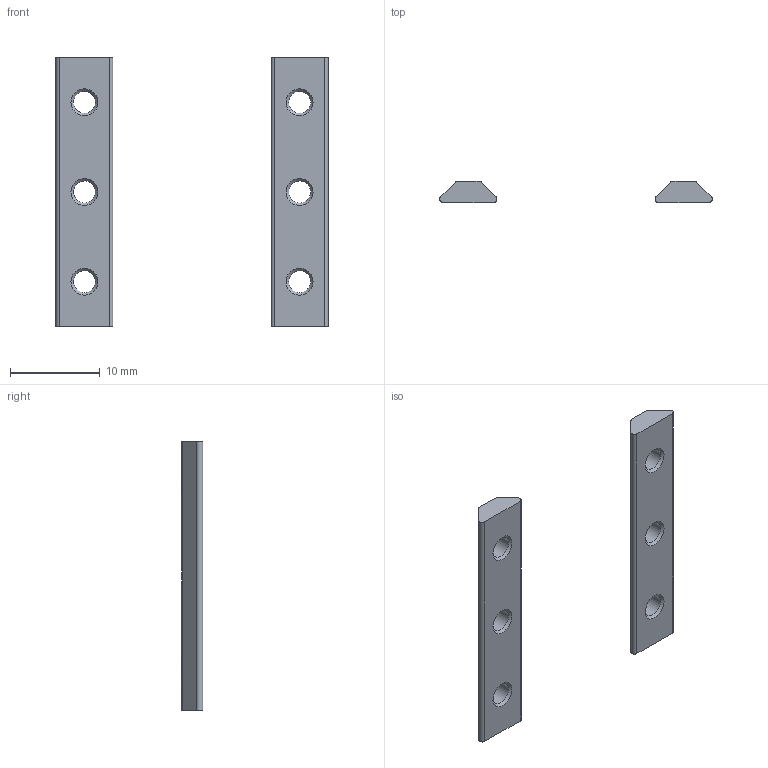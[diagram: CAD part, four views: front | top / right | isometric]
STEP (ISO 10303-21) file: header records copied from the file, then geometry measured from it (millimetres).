
FILE_DESCRIPTION(/* description */ ('STEP AP214'),/* implementation_level */ '2;1');
FILE_NAME(/* name */ '8169987_ABAN-3-3M3-30-M-P2',/* time_stamp */ '2024-07-30T14:30:41+02:00',/* author */ ('License CC BY-ND 4.0'),/* organization */ ('CADENAS'),/* preprocessor_version */ 'ST-DEVELOPER v19.3',/* originating_system */ 'PARTsolutions',/* authorisation */ ' ');
FILE_SCHEMA (('AUTOMOTIVE_DESIGN {1 0 10303 214 3 1 1}'));
Length unit declared in the file: millimetre
Products named in the file (2): 8169987 ABAN-3-3M3-30-M-P2; 8074284 EPCC-M3---(mechanical highn)
Assembly tree (2 placements, depth 2):
  8169987 ABAN-3-3M3-30-M-P2
    8074284 EPCC-M3---(mechanical highn)  x2
Bounding box: 30.37 x 2.4 x 30 mm (x, y, z)
Volume: 638.3 mm3; surface area: 986 mm2
Topology: 2 solids, 2 shells, 44 faces, 126 edges, 80 vertices
Faces by surface type: plane 18, cylinder 14, cone 12
Full cylindrical faces by diameter (mm): 2.459 x6
Entity records: 743 total; most frequent: CARTESIAN_POINT 149, DIRECTION 118, ORIENTED_EDGE 102, EDGE_CURVE 51, AXIS2_PLACEMENT_3D 48, VERTEX_POINT 37, EDGE_LOOP 34, FACE_BOUND 34
